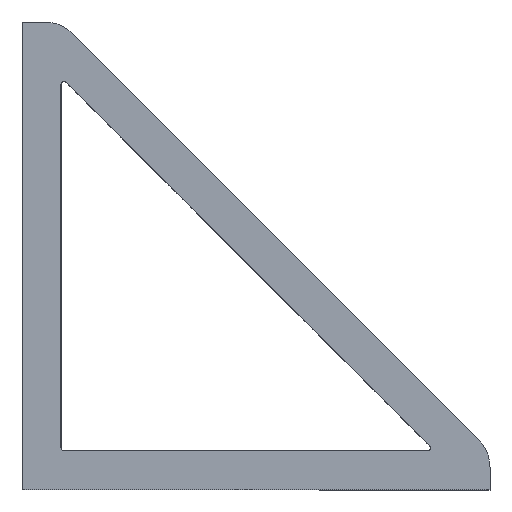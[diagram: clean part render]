
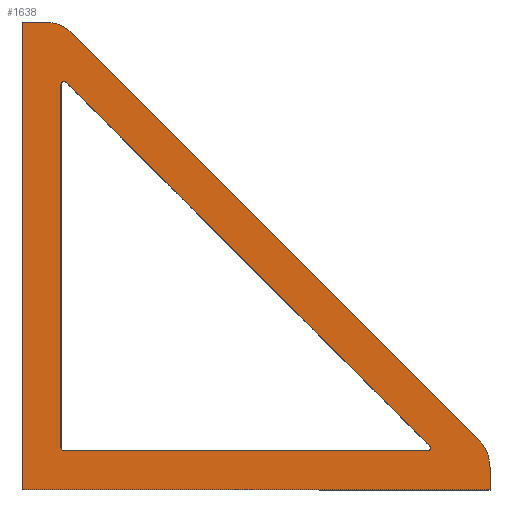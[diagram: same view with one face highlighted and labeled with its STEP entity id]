
A CAD part, left-side view. The second image highlights one B-rep face of the part: STEP entity #1638.
In plain terms, the highlighted planar face has unit normal (-1, 0, 0).
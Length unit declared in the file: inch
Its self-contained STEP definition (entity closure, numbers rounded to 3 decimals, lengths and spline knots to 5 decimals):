
#135=CARTESIAN_POINT('',(-0.655,-0.27,2.61816));
#136=VERTEX_POINT('',#135);
#145=CARTESIAN_POINT('',(-0.655,-0.25,2.59816));
#146=VERTEX_POINT('',#145);
#147=CARTESIAN_POINT('',(-0.655,-0.27,2.59816));
#148=DIRECTION('',(-1.0,0.0,0.0));
#149=DIRECTION('',(0.0,0.0,1.0));
#150=AXIS2_PLACEMENT_3D('',#147,#148,#149);
#151=CIRCLE('',#150,0.02);
#152=EDGE_CURVE('',#136,#146,#151,.T.);
#1166=CARTESIAN_POINT('',(-0.655,-2.6123,0.28414));
#1167=VERTEX_POINT('',#1166);
#1174=CARTESIAN_POINT('',(-0.655,-0.28414,2.6123));
#1175=VERTEX_POINT('',#1174);
#1176=CARTESIAN_POINT('',(-0.655,-2.6123,0.28414));
#1177=DIRECTION('',(0.,0.707,0.707));
#1178=VECTOR('',#1177,3.29252);
#1179=LINE('',#1176,#1178);
#1180=EDGE_CURVE('',#1167,#1175,#1179,.T.);
#1205=CARTESIAN_POINT('',(-0.655,-0.27,0.25));
#1206=VERTEX_POINT('',#1205);
#1213=CARTESIAN_POINT('',(-0.655,-2.59816,0.25));
#1214=VERTEX_POINT('',#1213);
#1215=CARTESIAN_POINT('',(-0.655,-0.27,0.25));
#1216=DIRECTION('',(0.0,-1.0,0.0));
#1217=VECTOR('',#1216,2.32816);
#1218=LINE('',#1215,#1217);
#1219=EDGE_CURVE('',#1206,#1214,#1218,.T.);
#1333=CARTESIAN_POINT('',(-0.655,0.,3.0));
#1334=VERTEX_POINT('',#1333);
#1341=CARTESIAN_POINT('',(-0.655,-0.14645,3.0));
#1342=VERTEX_POINT('',#1341);
#1343=CARTESIAN_POINT('',(-0.655,0.,3.0));
#1344=DIRECTION('',(0.0,-1.0,0.0));
#1345=VECTOR('',#1344,0.14645);
#1346=LINE('',#1343,#1345);
#1347=EDGE_CURVE('',#1334,#1342,#1346,.T.);
#1364=CARTESIAN_POINT('',(-0.655,0.,0.));
#1365=VERTEX_POINT('',#1364);
#1372=CARTESIAN_POINT('',(-0.655,0.,0.));
#1373=DIRECTION('',(0.0,0.0,1.0));
#1374=VECTOR('',#1373,3.0);
#1375=LINE('',#1372,#1374);
#1376=EDGE_CURVE('',#1365,#1334,#1375,.T.);
#1396=CARTESIAN_POINT('',(-0.655,-3.0,0.));
#1397=VERTEX_POINT('',#1396);
#1404=CARTESIAN_POINT('',(-0.655,-3.0,0.));
#1405=DIRECTION('',(0.0,1.0,0.0));
#1406=VECTOR('',#1405,3.);
#1407=LINE('',#1404,#1406);
#1408=EDGE_CURVE('',#1397,#1365,#1407,.T.);
#1428=CARTESIAN_POINT('',(-0.655,-3.0,0.14645));
#1429=VERTEX_POINT('',#1428);
#1436=CARTESIAN_POINT('',(-0.655,-3.0,0.14645));
#1437=DIRECTION('',(0.0,0.0,-1.0));
#1438=VECTOR('',#1437,0.14645);
#1439=LINE('',#1436,#1438);
#1440=EDGE_CURVE('',#1429,#1397,#1439,.T.);
#1452=CARTESIAN_POINT('',(-0.655,-2.92678,0.32322));
#1453=VERTEX_POINT('',#1452);
#1460=CARTESIAN_POINT('',(-0.655,-2.75,0.14645));
#1461=DIRECTION('',(1.0,0.0,0.0));
#1462=DIRECTION('',(0.0,0.0,1.0));
#1463=AXIS2_PLACEMENT_3D('',#1460,#1461,#1462);
#1464=CIRCLE('',#1463,0.25);
#1465=EDGE_CURVE('',#1453,#1429,#1464,.T.);
#1477=CARTESIAN_POINT('',(-0.655,-0.32322,2.92678));
#1478=VERTEX_POINT('',#1477);
#1485=CARTESIAN_POINT('',(-0.655,-0.32322,2.92678));
#1486=DIRECTION('',(0.,-0.707,-0.707));
#1487=VECTOR('',#1486,3.68198);
#1488=LINE('',#1485,#1487);
#1489=EDGE_CURVE('',#1478,#1453,#1488,.T.);
#1514=CARTESIAN_POINT('',(-0.655,-0.14645,2.75));
#1515=DIRECTION('',(1.0,0.0,0.0));
#1516=DIRECTION('',(0.0,0.0,1.0));
#1517=AXIS2_PLACEMENT_3D('',#1514,#1515,#1516);
#1518=CIRCLE('',#1517,0.25);
#1519=EDGE_CURVE('',#1342,#1478,#1518,.T.);
#1533=CARTESIAN_POINT('',(-0.655,-2.59816,0.27));
#1534=DIRECTION('',(-1.0,0.0,0.0));
#1535=DIRECTION('',(0.0,0.0,1.0));
#1536=AXIS2_PLACEMENT_3D('',#1533,#1534,#1535);
#1537=CIRCLE('',#1536,0.02);
#1538=EDGE_CURVE('',#1214,#1167,#1537,.T.);
#1549=CARTESIAN_POINT('',(-0.655,-0.25,0.27));
#1550=VERTEX_POINT('',#1549);
#1557=CARTESIAN_POINT('',(-0.655,-0.27,0.27));
#1558=DIRECTION('',(-1.0,0.0,0.0));
#1559=DIRECTION('',(0.0,0.0,1.0));
#1560=AXIS2_PLACEMENT_3D('',#1557,#1558,#1559);
#1561=CIRCLE('',#1560,0.02);
#1562=EDGE_CURVE('',#1550,#1206,#1561,.T.);
#1575=CARTESIAN_POINT('',(-0.655,-0.25,2.59816));
#1576=DIRECTION('',(0.0,0.0,-1.0));
#1577=VECTOR('',#1576,2.32816);
#1578=LINE('',#1575,#1577);
#1579=EDGE_CURVE('',#146,#1550,#1578,.T.);
#1605=CARTESIAN_POINT('',(-0.655,-0.27,2.59816));
#1606=DIRECTION('',(-1.0,0.0,0.0));
#1607=DIRECTION('',(0.0,0.0,1.0));
#1608=AXIS2_PLACEMENT_3D('',#1605,#1606,#1607);
#1609=CIRCLE('',#1608,0.02);
#1610=EDGE_CURVE('',#1175,#136,#1609,.T.);
#1615=CARTESIAN_POINT('',(-0.655,-1.22328,1.22328));
#1616=DIRECTION('',(1.0,0.0,0.0));
#1617=DIRECTION('',(0.0,1.0,0.0));
#1618=AXIS2_PLACEMENT_3D('',#1615,#1616,#1617);
#1619=PLANE('',#1618);
#1620=ORIENTED_EDGE('',*,*,#1519,.F.);
#1621=ORIENTED_EDGE('',*,*,#1347,.F.);
#1622=ORIENTED_EDGE('',*,*,#1376,.F.);
#1623=ORIENTED_EDGE('',*,*,#1408,.F.);
#1624=ORIENTED_EDGE('',*,*,#1440,.F.);
#1625=ORIENTED_EDGE('',*,*,#1465,.F.);
#1626=ORIENTED_EDGE('',*,*,#1489,.F.);
#1627=EDGE_LOOP('',(#1620,#1621,#1622,#1623,#1624,#1625,#1626));
#1628=FACE_OUTER_BOUND('',#1627,.T.);
#1629=ORIENTED_EDGE('',*,*,#1610,.F.);
#1630=ORIENTED_EDGE('',*,*,#1180,.F.);
#1631=ORIENTED_EDGE('',*,*,#1538,.F.);
#1632=ORIENTED_EDGE('',*,*,#1219,.F.);
#1633=ORIENTED_EDGE('',*,*,#1562,.F.);
#1634=ORIENTED_EDGE('',*,*,#1579,.F.);
#1635=ORIENTED_EDGE('',*,*,#152,.F.);
#1636=EDGE_LOOP('',(#1629,#1630,#1631,#1632,#1633,#1634,#1635));
#1637=FACE_BOUND('',#1636,.T.);
#1638=ADVANCED_FACE('',(#1628,#1637),#1619,.F.);
